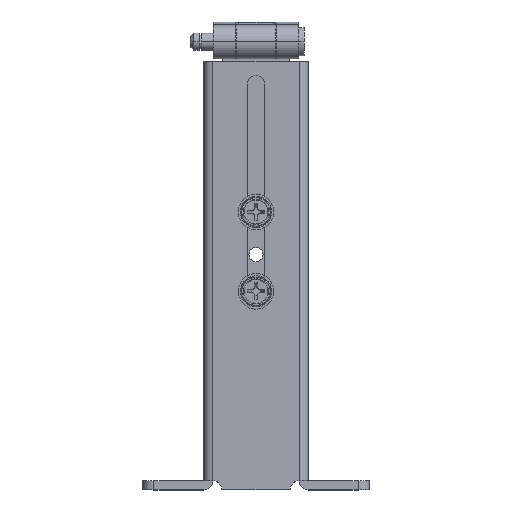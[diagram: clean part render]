
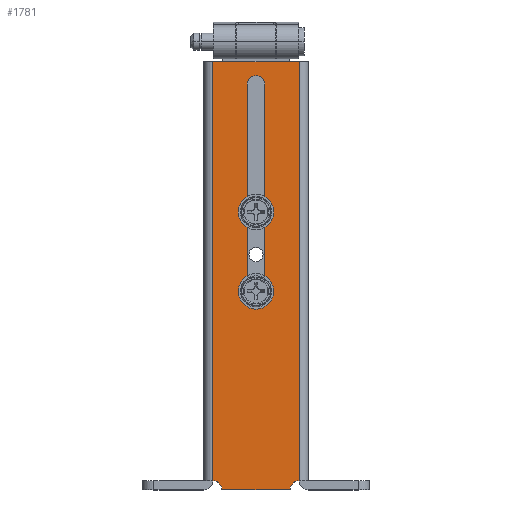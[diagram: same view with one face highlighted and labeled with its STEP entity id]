
A CAD part, top view. The second image highlights one B-rep face of the part: STEP entity #1781.
In plain terms, the highlighted planar face has unit normal (0, 0, 1).
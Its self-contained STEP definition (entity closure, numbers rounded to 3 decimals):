
#20 = LINE ( 'NONE', #6093, #4570 ) ;
#218 = VECTOR ( 'NONE', #1814, 1000. ) ;
#341 = CARTESIAN_POINT ( 'NONE',  ( -15.2, 3.2, 15. ) ) ;
#374 = EDGE_CURVE ( 'NONE', #6495, #1147, #4837, .T. ) ;
#379 = VERTEX_POINT ( 'NONE', #646 ) ;
#392 = VECTOR ( 'NONE', #2668, 1000. ) ;
#596 = AXIS2_PLACEMENT_3D ( 'NONE', #6207, #5501, #4798 ) ;
#616 = LINE ( 'NONE', #6696, #2883 ) ;
#646 = CARTESIAN_POINT ( 'NONE',  ( 15.2, 151., 15. ) ) ;
#1034 = ORIENTED_EDGE ( 'NONE', *, *, #374, .F. ) ;
#1147 = VERTEX_POINT ( 'NONE', #6747 ) ;
#1255 = AXIS2_PLACEMENT_3D ( 'NONE', #3108, #2399, #1727 ) ;
#1270 = EDGE_CURVE ( 'NONE', #3918, #5535, #5368, .T. ) ;
#1348 = CARTESIAN_POINT ( 'NONE',  ( -3.1, 70., 15. ) ) ;
#1589 = CARTESIAN_POINT ( 'NONE',  ( -3.1, 143., 15. ) ) ;
#1727 = DIRECTION ( 'NONE',  ( -1., 0., 0. ) ) ;
#1781 = ADVANCED_FACE ( 'NONE', ( #2747, #2602 ), #4580, .F. ) ;
#1814 = DIRECTION ( 'NONE',  ( 0., -1., 0. ) ) ;
#1856 = DIRECTION ( 'NONE',  ( -1., 0., 0. ) ) ;
#1966 = DIRECTION ( 'NONE',  ( 1., 0., 0. ) ) ;
#2264 = CARTESIAN_POINT ( 'NONE',  ( 12., 0., 15. ) ) ;
#2399 = DIRECTION ( 'NONE',  ( 0., 0., 1. ) ) ;
#2430 = DIRECTION ( 'NONE',  ( 0., 1., 0. ) ) ;
#2463 = VERTEX_POINT ( 'NONE', #3466 ) ;
#2490 = CARTESIAN_POINT ( 'NONE',  ( -15.2, 3.2, 15. ) ) ;
#2518 = EDGE_CURVE ( 'NONE', #4095, #379, #5966, .T. ) ;
#2534 = CARTESIAN_POINT ( 'NONE',  ( 18.4, 151., 15. ) ) ;
#2556 = VERTEX_POINT ( 'NONE', #1589 ) ;
#2602 = FACE_OUTER_BOUND ( 'NONE', #4980, .T. ) ;
#2647 = DIRECTION ( 'NONE',  ( 1., 0., 0. ) ) ;
#2654 = DIRECTION ( 'NONE',  ( 0., 0., 1. ) ) ;
#2668 = DIRECTION ( 'NONE',  ( 0., -1., 0. ) ) ;
#2747 = FACE_BOUND ( 'NONE', #5951, .T. ) ;
#2814 = EDGE_CURVE ( 'NONE', #379, #3643, #3259, .T. ) ;
#2883 = VECTOR ( 'NONE', #6002, 1000. ) ;
#2997 = EDGE_CURVE ( 'NONE', #5167, #3918, #616, .T. ) ;
#3088 = EDGE_CURVE ( 'NONE', #2463, #2556, #6277, .T. ) ;
#3108 = CARTESIAN_POINT ( 'NONE',  ( -15.2, 0., 15. ) ) ;
#3112 = EDGE_CURVE ( 'NONE', #3643, #5535, #3208, .T. ) ;
#3147 = DIRECTION ( 'NONE',  ( 0., 0., -1. ) ) ;
#3151 = AXIS2_PLACEMENT_3D ( 'NONE', #3866, #3147, #2430 ) ;
#3208 = LINE ( 'NONE', #2490, #218 ) ;
#3259 = LINE ( 'NONE', #2534, #5169 ) ;
#3335 = ORIENTED_EDGE ( 'NONE', *, *, #4907, .F. ) ;
#3357 = EDGE_CURVE ( 'NONE', #4095, #5167, #6460, .T. ) ;
#3365 = DIRECTION ( 'NONE',  ( 0., 0., 1. ) ) ;
#3373 = CARTESIAN_POINT ( 'NONE',  ( 0., 143., 15. ) ) ;
#3385 = CARTESIAN_POINT ( 'NONE',  ( -3.1, 143., 15. ) ) ;
#3466 = CARTESIAN_POINT ( 'NONE',  ( 3.1, 143., 15. ) ) ;
#3574 = ORIENTED_EDGE ( 'NONE', *, *, #2518, .T. ) ;
#3643 = VERTEX_POINT ( 'NONE', #5450 ) ;
#3866 = CARTESIAN_POINT ( 'NONE',  ( 18.4, 151., 15. ) ) ;
#3918 = VERTEX_POINT ( 'NONE', #4698 ) ;
#4089 = CARTESIAN_POINT ( 'NONE',  ( 0., 70., 15. ) ) ;
#4095 = VERTEX_POINT ( 'NONE', #5282 ) ;
#4109 = LINE ( 'NONE', #3385, #392 ) ;
#4567 = DIRECTION ( 'NONE',  ( 0., 1., 0. ) ) ;
#4570 = VECTOR ( 'NONE', #5391, 1000. ) ;
#4580 = PLANE ( 'NONE',  #3151 ) ;
#4588 = ORIENTED_EDGE ( 'NONE', *, *, #2814, .T. ) ;
#4698 = CARTESIAN_POINT ( 'NONE',  ( -12., 0., 15. ) ) ;
#4761 = ORIENTED_EDGE ( 'NONE', *, *, #2997, .F. ) ;
#4770 = EDGE_CURVE ( 'NONE', #2556, #6495, #4109, .T. ) ;
#4798 = DIRECTION ( 'NONE',  ( 1., 0., 0. ) ) ;
#4837 = CIRCLE ( 'NONE', #6299, 3.1 ) ;
#4868 = AXIS2_PLACEMENT_3D ( 'NONE', #3373, #2654, #1966 ) ;
#4907 = EDGE_CURVE ( 'NONE', #1147, #2463, #20, .T. ) ;
#4980 = EDGE_LOOP ( 'NONE', ( #5960, #3574, #4588, #5092, #6067, #4761 ) ) ;
#5092 = ORIENTED_EDGE ( 'NONE', *, *, #3112, .T. ) ;
#5167 = VERTEX_POINT ( 'NONE', #2264 ) ;
#5169 = VECTOR ( 'NONE', #1856, 1000. ) ;
#5267 = CARTESIAN_POINT ( 'NONE',  ( 15.2, 151., 15. ) ) ;
#5282 = CARTESIAN_POINT ( 'NONE',  ( 15.2, 3.2, 15. ) ) ;
#5368 = CIRCLE ( 'NONE', #1255, 3.2 ) ;
#5391 = DIRECTION ( 'NONE',  ( 0., 1., 0. ) ) ;
#5450 = CARTESIAN_POINT ( 'NONE',  ( -15.2, 151., 15. ) ) ;
#5501 = DIRECTION ( 'NONE',  ( 0., 0., 1. ) ) ;
#5535 = VERTEX_POINT ( 'NONE', #341 ) ;
#5951 = EDGE_LOOP ( 'NONE', ( #6704, #6568, #3335, #1034 ) ) ;
#5960 = ORIENTED_EDGE ( 'NONE', *, *, #3357, .F. ) ;
#5966 = LINE ( 'NONE', #5267, #6498 ) ;
#6002 = DIRECTION ( 'NONE',  ( -1., 0., 0. ) ) ;
#6067 = ORIENTED_EDGE ( 'NONE', *, *, #1270, .F. ) ;
#6093 = CARTESIAN_POINT ( 'NONE',  ( 3.1, 143., 15. ) ) ;
#6207 = CARTESIAN_POINT ( 'NONE',  ( 15.2, 0., 15. ) ) ;
#6277 = CIRCLE ( 'NONE', #4868, 3.1 ) ;
#6299 = AXIS2_PLACEMENT_3D ( 'NONE', #4089, #3365, #2647 ) ;
#6460 = CIRCLE ( 'NONE', #596, 3.2 ) ;
#6495 = VERTEX_POINT ( 'NONE', #1348 ) ;
#6498 = VECTOR ( 'NONE', #4567, 1000. ) ;
#6568 = ORIENTED_EDGE ( 'NONE', *, *, #3088, .F. ) ;
#6696 = CARTESIAN_POINT ( 'NONE',  ( 18.4, 0., 15. ) ) ;
#6704 = ORIENTED_EDGE ( 'NONE', *, *, #4770, .F. ) ;
#6747 = CARTESIAN_POINT ( 'NONE',  ( 3.1, 70., 15. ) ) ;
